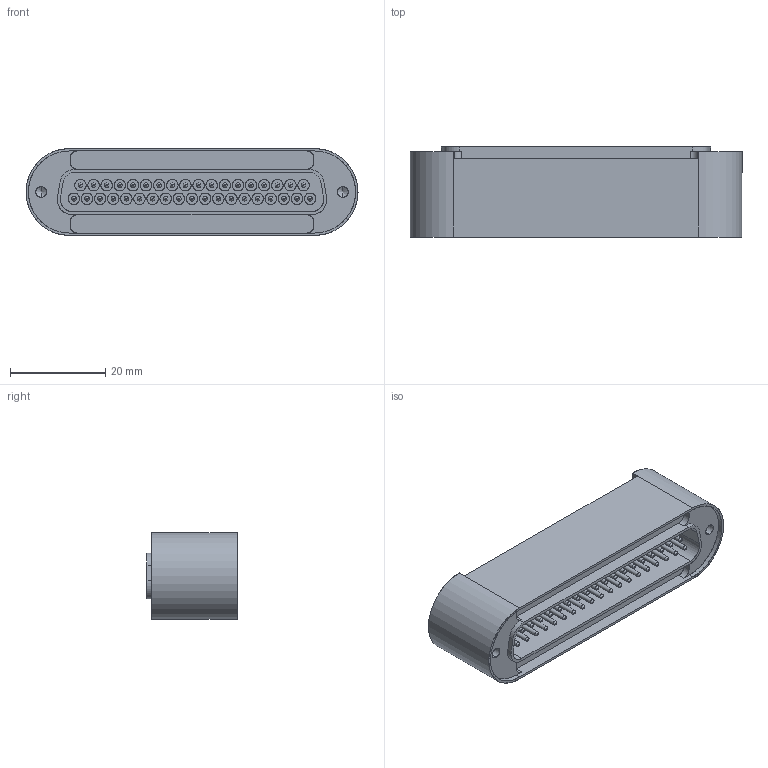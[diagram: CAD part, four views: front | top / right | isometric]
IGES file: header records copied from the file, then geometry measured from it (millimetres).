
Start section: SolidWorks IGES file using analytic representation for surfaces
Global section: file name: 16803-01-W.IGS; native system: SolidWorks 2014; preprocessor: SolidWorks 2014; author: Obadiah Bucchieri; date: 150706.074710; units: inch
Bounding box: 69.85 x 19 x 18.29 mm (x, y, z)
Surface area: 12202.1 mm2 (no closed solid volume)
Topology: 0 solids, 0 shells, 695 faces, 10160 edges, 10152 vertices
Faces by surface type: revolution 350, bspline 345
